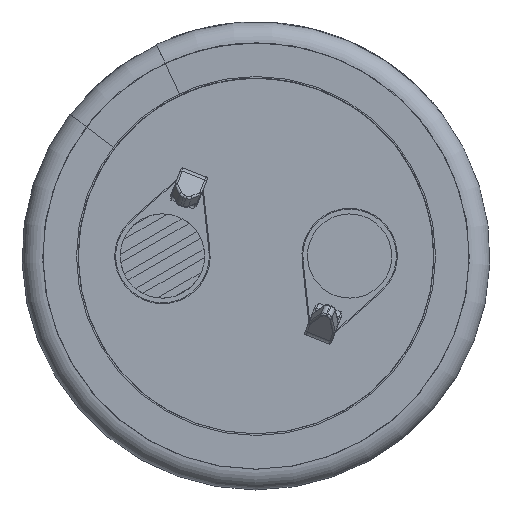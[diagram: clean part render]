
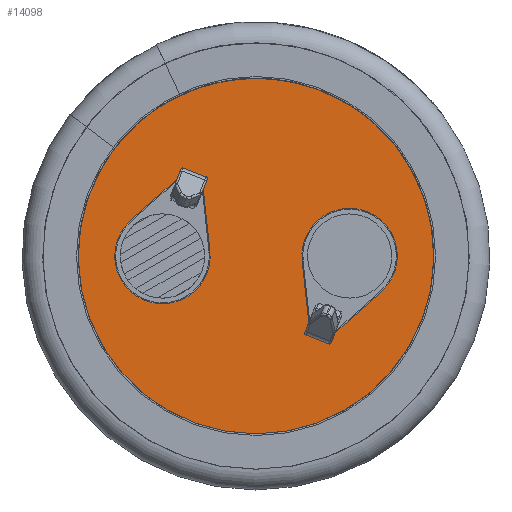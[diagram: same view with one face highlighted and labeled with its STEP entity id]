
A CAD part, front view. The second image highlights one B-rep face of the part: STEP entity #14098.
In plain terms, the highlighted planar face has unit normal (0, -1, 0).
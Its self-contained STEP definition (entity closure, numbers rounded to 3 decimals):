
#888=LINE('',#18189,#1542);
#889=LINE('',#18192,#1543);
#890=LINE('',#18194,#1544);
#891=LINE('',#18197,#1545);
#892=LINE('',#18200,#1546);
#893=LINE('',#18202,#1547);
#1542=VECTOR('',#15738,1000.);
#1543=VECTOR('',#15739,1000.);
#1544=VECTOR('',#15740,1000.);
#1545=VECTOR('',#15743,1000.);
#1546=VECTOR('',#15744,1000.);
#1547=VECTOR('',#15745,1000.);
#2243=ORIENTED_EDGE('',*,*,#5234,.T.);
#2244=ORIENTED_EDGE('',*,*,#5235,.F.);
#2245=ORIENTED_EDGE('',*,*,#5236,.F.);
#2246=ORIENTED_EDGE('',*,*,#5237,.F.);
#2247=ORIENTED_EDGE('',*,*,#5238,.F.);
#2248=ORIENTED_EDGE('',*,*,#5239,.T.);
#2249=ORIENTED_EDGE('',*,*,#5240,.T.);
#2250=ORIENTED_EDGE('',*,*,#5241,.T.);
#2251=ORIENTED_EDGE('',*,*,#5242,.T.);
#5234=EDGE_CURVE('',#6725,#6725,#7669,.T.);
#5235=EDGE_CURVE('',#6726,#6727,#888,.T.);
#5236=EDGE_CURVE('',#6728,#6726,#889,.T.);
#5237=EDGE_CURVE('',#6729,#6728,#890,.T.);
#5238=EDGE_CURVE('',#6727,#6729,#7670,.T.);
#5239=EDGE_CURVE('',#6730,#6731,#891,.T.);
#5240=EDGE_CURVE('',#6731,#6732,#892,.T.);
#5241=EDGE_CURVE('',#6732,#6733,#893,.T.);
#5242=EDGE_CURVE('',#6733,#6730,#7671,.T.);
#6725=VERTEX_POINT('',#18188);
#6726=VERTEX_POINT('',#18190);
#6727=VERTEX_POINT('',#18191);
#6728=VERTEX_POINT('',#18193);
#6729=VERTEX_POINT('',#18195);
#6730=VERTEX_POINT('',#18198);
#6731=VERTEX_POINT('',#18199);
#6732=VERTEX_POINT('',#18201);
#6733=VERTEX_POINT('',#18203);
#7669=CIRCLE('',#14763,9.59);
#7670=CIRCLE('',#14764,2.55);
#7671=CIRCLE('',#14765,2.55);
#8043=EDGE_LOOP('',(#2243));
#8044=EDGE_LOOP('',(#2244,#2245,#2246,#2247));
#8045=EDGE_LOOP('',(#2248,#2249,#2250,#2251));
#8770=FACE_BOUND('',#8043,.T.);
#8771=FACE_BOUND('',#8044,.T.);
#8772=FACE_BOUND('',#8045,.T.);
#9491=PLANE('',#14762);
#14098=ADVANCED_FACE('',(#8770,#8771,#8772),#9491,.T.);
#14762=AXIS2_PLACEMENT_3D('',#18186,#15734,#15735);
#14763=AXIS2_PLACEMENT_3D('',#18187,#15736,#15737);
#14764=AXIS2_PLACEMENT_3D('',#18196,#15741,#15742);
#14765=AXIS2_PLACEMENT_3D('',#18204,#15746,#15747);
#15734=DIRECTION('',(0.,-1.,0.));
#15735=DIRECTION('',(0.,0.,-1.));
#15736=DIRECTION('',(0.,-1.,0.));
#15737=DIRECTION('',(0.,0.,-1.));
#15738=DIRECTION('',(-0.748,0.,-0.664));
#15739=DIRECTION('',(-0.933,0.,0.36));
#15740=DIRECTION('',(-0.108,0.,0.994));
#15741=DIRECTION('',(0.,-1.,0.));
#15742=DIRECTION('',(0.,0.,1.));
#15743=DIRECTION('',(-0.748,0.,-0.664));
#15744=DIRECTION('',(-0.933,0.,0.36));
#15745=DIRECTION('',(-0.108,0.,0.994));
#15746=DIRECTION('',(0.,1.,0.));
#15747=DIRECTION('',(0.,0.,-1.));
#18186=CARTESIAN_POINT('',(0.,0.,0.));
#18187=CARTESIAN_POINT('',(0.,0.,0.));
#18188=CARTESIAN_POINT('',(0.,0.,-9.59));
#18189=CARTESIAN_POINT('',(-4.27,0.,4.059));
#18190=CARTESIAN_POINT('',(-4.27,0.,4.059));
#18191=CARTESIAN_POINT('',(-6.694,0.,1.906));
#18192=CARTESIAN_POINT('',(-2.814,0.,3.497));
#18193=CARTESIAN_POINT('',(-2.814,0.,3.497));
#18194=CARTESIAN_POINT('',(-2.465,0.,0.274));
#18195=CARTESIAN_POINT('',(-2.465,0.,0.274));
#18196=CARTESIAN_POINT('',(-5.,0.,0.));
#18197=CARTESIAN_POINT('',(6.694,0.,-1.906));
#18198=CARTESIAN_POINT('',(6.694,0.,-1.906));
#18199=CARTESIAN_POINT('',(4.27,0.,-4.059));
#18200=CARTESIAN_POINT('',(4.27,0.,-4.059));
#18201=CARTESIAN_POINT('',(2.814,0.,-3.497));
#18202=CARTESIAN_POINT('',(2.814,0.,-3.497));
#18203=CARTESIAN_POINT('',(2.465,0.,-0.274));
#18204=CARTESIAN_POINT('',(5.,0.,0.));
